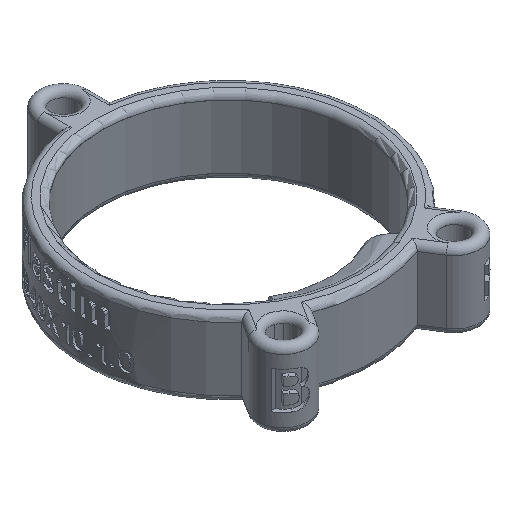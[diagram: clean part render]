
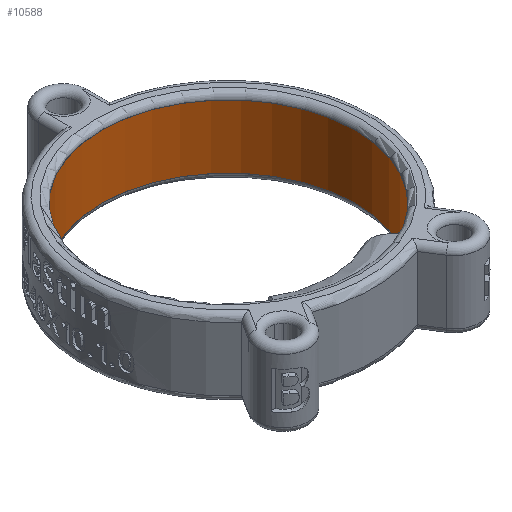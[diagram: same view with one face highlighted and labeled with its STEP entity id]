
A CAD part, isometric view. The second image highlights one B-rep face of the part: STEP entity #10588.
In plain terms, the highlighted cylindrical face has radius 20 mm (diameter 40 mm), a partial arc.
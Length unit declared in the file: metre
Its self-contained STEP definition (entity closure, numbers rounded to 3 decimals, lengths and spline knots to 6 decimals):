
#823=CIRCLE('',#11327,0.02);
#827=CIRCLE('',#11332,0.02);
#1530=LINE('',#19994,#2237);
#1531=LINE('',#19995,#2238);
#2237=VECTOR('',#13456,1.);
#2238=VECTOR('',#13457,1.);
#5375=ORIENTED_EDGE('',*,*,#6977,.T.);
#5376=ORIENTED_EDGE('',*,*,#6998,.T.);
#5377=ORIENTED_EDGE('',*,*,#6985,.F.);
#5378=ORIENTED_EDGE('',*,*,#6999,.F.);
#6977=EDGE_CURVE('',#8037,#8036,#823,.T.);
#6985=EDGE_CURVE('',#8043,#8045,#827,.T.);
#6998=EDGE_CURVE('',#8036,#8045,#1530,.T.);
#6999=EDGE_CURVE('',#8037,#8043,#1531,.T.);
#8036=VERTEX_POINT('',#19951);
#8037=VERTEX_POINT('',#19953);
#8043=VERTEX_POINT('',#19967);
#8045=VERTEX_POINT('',#19970);
#9228=EDGE_LOOP('',(#5375,#5376,#5377,#5378));
#9880=FACE_BOUND('',#9228,.T.);
#10005=CYLINDRICAL_SURFACE('',#11339,0.02);
#10588=ADVANCED_FACE('',(#9880),#10005,.F.);
#11327=AXIS2_PLACEMENT_3D('',#19952,#13419,#13420);
#11332=AXIS2_PLACEMENT_3D('',#19969,#13433,#13434);
#11339=AXIS2_PLACEMENT_3D('',#19993,#13454,#13455);
#13419=DIRECTION('',(0.,0.,1.));
#13420=DIRECTION('',(1.,0.,0.));
#13433=DIRECTION('',(0.,0.,1.));
#13434=DIRECTION('',(1.,0.,0.));
#13454=DIRECTION('',(0.,0.,-1.));
#13455=DIRECTION('',(-1.,0.,0.));
#13456=DIRECTION('',(0.,0.,-1.));
#13457=DIRECTION('',(0.,0.,-1.));
#19951=CARTESIAN_POINT('',(-0.010746,-0.016868,0.005));
#19952=CARTESIAN_POINT('',(0.,0.,0.005));
#19953=CARTESIAN_POINT('',(0.010746,-0.016868,0.005));
#19967=CARTESIAN_POINT('',(0.010746,-0.016868,-0.005));
#19969=CARTESIAN_POINT('',(0.,0.,-0.005));
#19970=CARTESIAN_POINT('',(-0.010746,-0.016868,-0.005));
#19993=CARTESIAN_POINT('',(0.,0.,0.005));
#19994=CARTESIAN_POINT('',(-0.010746,-0.016868,0.006002));
#19995=CARTESIAN_POINT('',(0.010746,-0.016868,0.006002));
